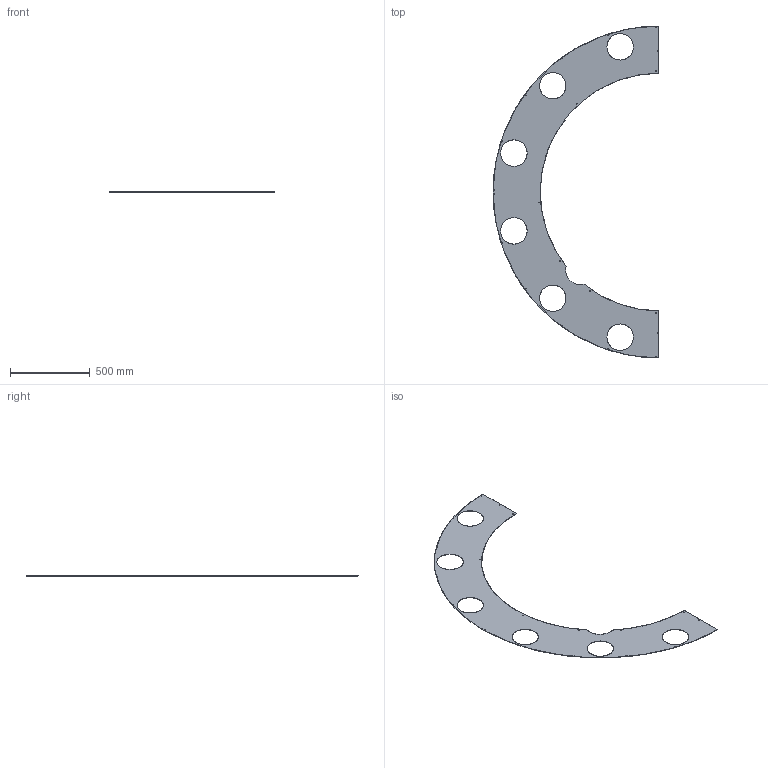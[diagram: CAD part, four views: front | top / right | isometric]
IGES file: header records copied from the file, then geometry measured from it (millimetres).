
Start section: SolidWorks IGES file using analytic representation for surfaces
Global section: file name: D1101150_aLIGO_MC_Tube_Baffle_Plate_Upper_MCA1.IGS; native system: SolidWorks 2010; preprocessor: SolidWorks 2010; author: tnguyen; date: 110801.140004; units: inch
Bounding box: 1037.72 x 2076.45 x 1.47 mm (x, y, z)
Surface area: 1398612.3 mm2 (no closed solid volume)
Topology: 0 solids, 0 shells, 60 faces, 1404 edges, 1404 vertices
Faces by surface type: revolution 56, bspline 4
